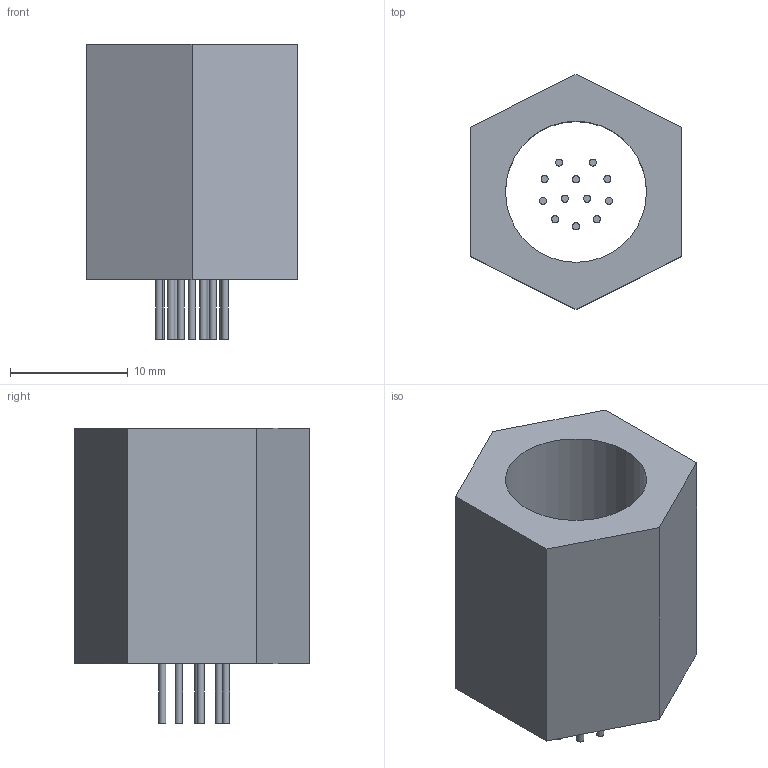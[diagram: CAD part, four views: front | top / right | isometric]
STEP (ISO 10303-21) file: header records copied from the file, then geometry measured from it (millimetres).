
FILE_DESCRIPTION(('FreeCAD Model'),'2;1');
FILE_NAME('1965196.2.1.stp','2020-08-09T22:15:14',( 'Author'),(''),'Open CASCADE STEP processor 6.9','FreeCAD','Unknown' );
FILE_SCHEMA(('AUTOMOTIVE_DESIGN { 1 0 10303 214 1 1 1 1 }'));
Length unit declared in the file: millimetre
Products named in the file (3): ASSEMBLY; Body; Leads
Assembly tree (2 placements, depth 2):
  ASSEMBLY
    Body
    Leads
Bounding box: 18 x 20 x 25.1 mm (x, y, z)
Volume: 3335.4 mm3; surface area: 2452.9 mm2
Topology: 13 solids, 13 shells, 46 faces, 60 edges, 40 vertices
Faces by surface type: plane 32, cylinder 14
Full cylindrical faces by diameter (mm): 0.6 x12
Entity records: 1879 total; most frequent: DIRECTION 306, CARTESIAN_POINT 269, LINE 124, VECTOR 124, ORIENTED_EDGE 120, PCURVE 120, DEFINITIONAL_REPRESENTATION 120, AXIS2_PLACEMENT_3D 77
